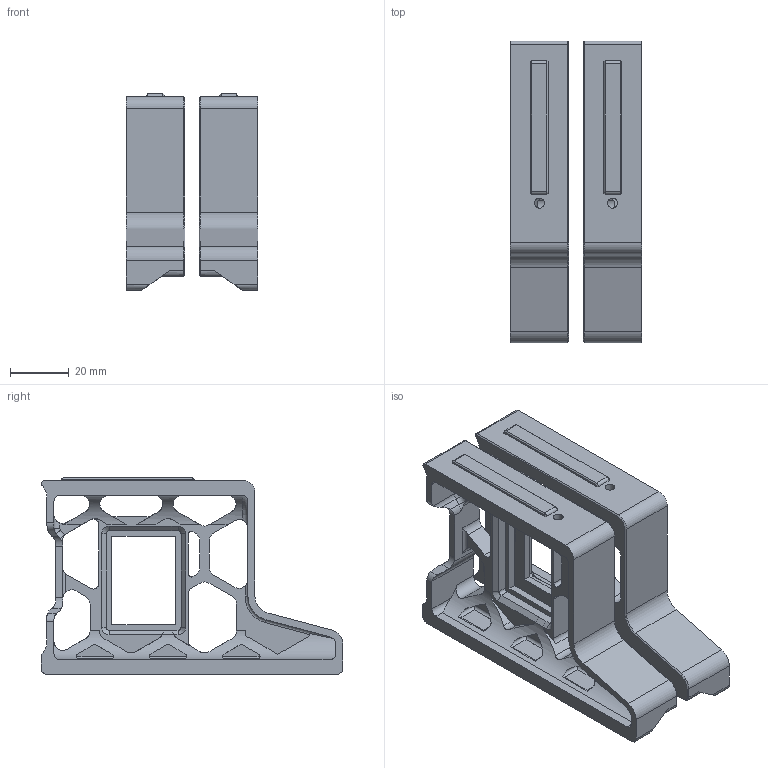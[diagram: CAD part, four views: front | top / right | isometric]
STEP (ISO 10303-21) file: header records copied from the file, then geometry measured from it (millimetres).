
FILE_DESCRIPTION(/* description */ (''),/* implementation_level */ '2;1');
FILE_NAME(/* name */ 'side_skirt_power_switch_ab_300.step',/* time_stamp */ '2022-11-12T12:59:30+01:00',/* author */ (''),/* organization */ (''),/* preprocessor_version */ 'ST-DEVELOPER v19.2',/* originating_system */ 'Autodesk Translation Framework v11.17.0.187',/* authorisation */ '');
FILE_SCHEMA (('AUTOMOTIVE_DESIGN { 1 0 10303 214 3 1 1 }'));
Length unit declared in the file: millimetre
Products named in the file (2): side_skirt_power_switch_ab_300; side_skirt_ab_300x1
Assembly tree (1 placements, depth 2):
  side_skirt_power_switch_ab_300
    side_skirt_ab_300x1
Bounding box: 45 x 103 x 67 mm (x, y, z)
Volume: 63253.5 mm3; surface area: 38582.2 mm2
Topology: 2 solids, 2 shells, 462 faces, 1306 edges, 844 vertices
Faces by surface type: plane 228, cylinder 188, cone 38, torus 6, bspline 2
Full cylindrical faces by diameter (mm): 3.4 x2, 6 x2
Entity records: 15673 total; most frequent: CARTESIAN_POINT 3383, ORIENTED_EDGE 2612, DIRECTION 2562, EDGE_CURVE 1306, AXIS2_PLACEMENT_3D 879, VERTEX_POINT 844, LINE 804, VECTOR 804
